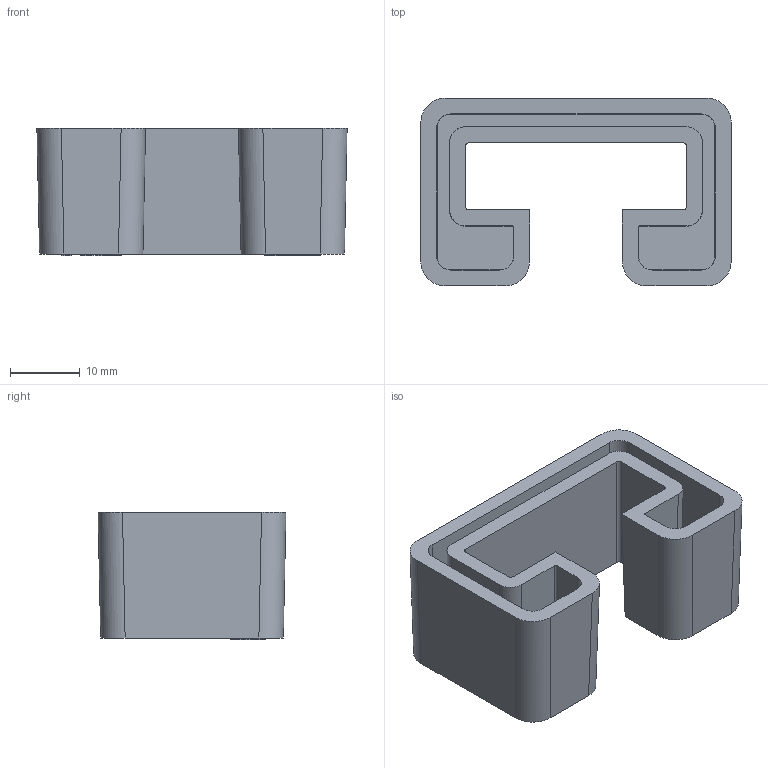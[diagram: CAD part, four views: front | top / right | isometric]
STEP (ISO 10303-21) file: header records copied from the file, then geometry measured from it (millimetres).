
FILE_DESCRIPTION((''),'2;1');
FILE_NAME('1124555','2013-10-15T',('AndreasKeweloh'),(''),'PRO/ENGINEER BY PARAMETRIC TECHNOLOGY CORPORATION, 2012360','PRO/ENGINEER BY PARAMETRIC TECHNOLOGY CORPORATION, 2012360','');
FILE_SCHEMA(('CONFIG_CONTROL_DESIGN'));
Length unit declared in the file: millimetre
Products named in the file (1): 1124555
Bounding box: 44.4 x 26.9 x 18.25 mm (x, y, z)
Volume: 7762.7 mm3; surface area: 8332.2 mm2
Topology: 1 solids, 1 shells, 389 faces, 1081 edges, 712 vertices
Faces by surface type: plane 319, cylinder 46, bspline 16, extrusion 8
Entity records: 14300 total; most frequent: CARTESIAN_POINT 4441, ORIENTED_EDGE 2162, DIRECTION 1797, EDGE_CURVE 1081, VECTOR 963, LINE 955, VERTEX_POINT 712, AXIS2_PLACEMENT_3D 417
